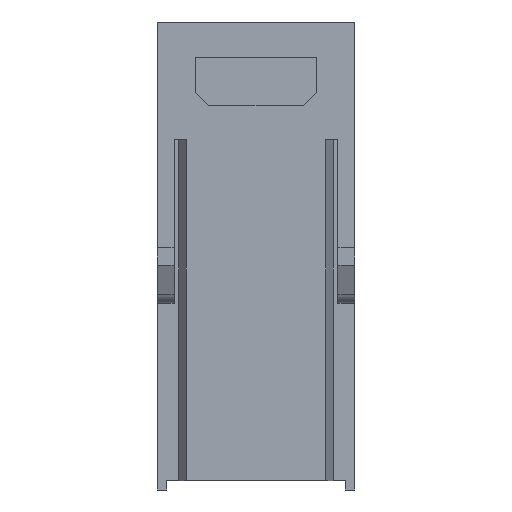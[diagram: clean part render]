
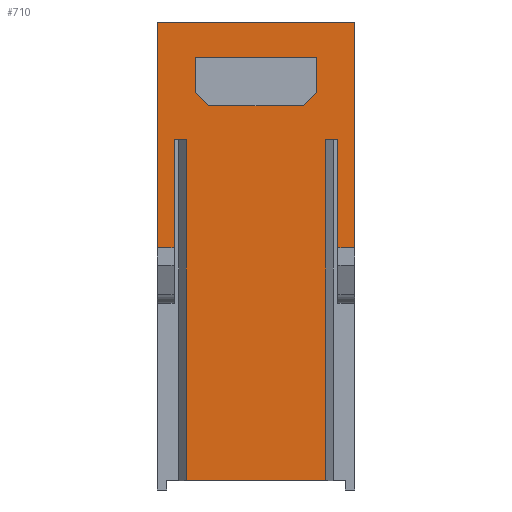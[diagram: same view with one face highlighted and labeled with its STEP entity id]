
A CAD part, left-side view. The second image highlights one B-rep face of the part: STEP entity #710.
In plain terms, the highlighted planar face has unit normal (-1, 0, 0).
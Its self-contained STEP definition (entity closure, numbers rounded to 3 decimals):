
#710=ADVANCED_FACE('',(#1339,#1340),#1096,.F.);
#1096=PLANE('',#7342);
#1339=FACE_BOUND('',#1529,.T.);
#1340=FACE_BOUND('',#1530,.T.);
#1529=EDGE_LOOP('',(#2568,#2569,#2570,#2571,#2572,#2573));
#1530=EDGE_LOOP('',(#2574,#2575,#2576,#2577,#2578,#2579,#2580,#2581,#2582,
#2583,#2584,#2585));
#2568=ORIENTED_EDGE('',*,*,#5220,.F.);
#2569=ORIENTED_EDGE('',*,*,#5221,.T.);
#2570=ORIENTED_EDGE('',*,*,#5222,.T.);
#2571=ORIENTED_EDGE('',*,*,#5223,.T.);
#2572=ORIENTED_EDGE('',*,*,#5224,.T.);
#2573=ORIENTED_EDGE('',*,*,#5225,.F.);
#2574=ORIENTED_EDGE('',*,*,#5226,.T.);
#2575=ORIENTED_EDGE('',*,*,#5091,.T.);
#2576=ORIENTED_EDGE('',*,*,#5197,.T.);
#2577=ORIENTED_EDGE('',*,*,#5117,.F.);
#2578=ORIENTED_EDGE('',*,*,#5227,.F.);
#2579=ORIENTED_EDGE('',*,*,#5228,.T.);
#2580=ORIENTED_EDGE('',*,*,#5229,.T.);
#2581=ORIENTED_EDGE('',*,*,#5200,.T.);
#2582=ORIENTED_EDGE('',*,*,#5161,.F.);
#2583=ORIENTED_EDGE('',*,*,#5208,.F.);
#2584=ORIENTED_EDGE('',*,*,#5230,.F.);
#2585=ORIENTED_EDGE('',*,*,#5231,.F.);
#4380=VERTEX_POINT('',#10275);
#4381=VERTEX_POINT('',#10277);
#4406=VERTEX_POINT('',#10328);
#4407=VERTEX_POINT('',#10330);
#4447=VERTEX_POINT('',#10415);
#4448=VERTEX_POINT('',#10417);
#4483=VERTEX_POINT('',#10494);
#4487=VERTEX_POINT('',#10507);
#4492=VERTEX_POINT('',#10530);
#4493=VERTEX_POINT('',#10531);
#4494=VERTEX_POINT('',#10533);
#4495=VERTEX_POINT('',#10535);
#4496=VERTEX_POINT('',#10537);
#4497=VERTEX_POINT('',#10539);
#4498=VERTEX_POINT('',#10542);
#4499=VERTEX_POINT('',#10544);
#4500=VERTEX_POINT('',#10546);
#4501=VERTEX_POINT('',#10549);
#5091=EDGE_CURVE('',#4381,#4380,#6056,.T.);
#5117=EDGE_CURVE('',#4406,#4407,#6080,.T.);
#5161=EDGE_CURVE('',#4447,#4448,#6109,.T.);
#5197=EDGE_CURVE('',#4380,#4407,#6137,.T.);
#5200=EDGE_CURVE('',#4483,#4448,#6140,.T.);
#5208=EDGE_CURVE('',#4487,#4447,#6148,.T.);
#5220=EDGE_CURVE('',#4492,#4493,#6160,.T.);
#5221=EDGE_CURVE('',#4492,#4494,#6161,.T.);
#5222=EDGE_CURVE('',#4494,#4495,#6162,.T.);
#5223=EDGE_CURVE('',#4495,#4496,#6163,.T.);
#5224=EDGE_CURVE('',#4496,#4497,#6164,.T.);
#5225=EDGE_CURVE('',#4493,#4497,#6165,.T.);
#5226=EDGE_CURVE('',#4498,#4381,#6166,.T.);
#5227=EDGE_CURVE('',#4499,#4406,#6167,.T.);
#5228=EDGE_CURVE('',#4499,#4500,#6168,.T.);
#5229=EDGE_CURVE('',#4500,#4483,#6169,.T.);
#5230=EDGE_CURVE('',#4501,#4487,#6170,.T.);
#5231=EDGE_CURVE('',#4498,#4501,#6171,.T.);
#6056=LINE('',#10276,#6702);
#6080=LINE('',#10329,#6726);
#6109=LINE('',#10416,#6755);
#6137=LINE('',#10487,#6783);
#6140=LINE('',#10493,#6786);
#6148=LINE('',#10508,#6794);
#6160=LINE('',#10529,#6806);
#6161=LINE('',#10532,#6807);
#6162=LINE('',#10534,#6808);
#6163=LINE('',#10536,#6809);
#6164=LINE('',#10538,#6810);
#6165=LINE('',#10540,#6811);
#6166=LINE('',#10541,#6812);
#6167=LINE('',#10543,#6813);
#6168=LINE('',#10545,#6814);
#6169=LINE('',#10547,#6815);
#6170=LINE('',#10548,#6816);
#6171=LINE('',#10550,#6817);
#6702=VECTOR('',#8217,1.);
#6726=VECTOR('',#8247,1.);
#6755=VECTOR('',#8310,1.);
#6783=VECTOR('',#8356,1.);
#6786=VECTOR('',#8363,1.);
#6794=VECTOR('',#8375,1.);
#6806=VECTOR('',#8397,1.);
#6807=VECTOR('',#8398,1.);
#6808=VECTOR('',#8399,1.);
#6809=VECTOR('',#8400,1.);
#6810=VECTOR('',#8401,1.);
#6811=VECTOR('',#8402,1.);
#6812=VECTOR('',#8403,1.);
#6813=VECTOR('',#8404,1.);
#6814=VECTOR('',#8405,1.);
#6815=VECTOR('',#8406,1.);
#6816=VECTOR('',#8407,1.);
#6817=VECTOR('',#8408,1.);
#7342=AXIS2_PLACEMENT_3D('',#10551,#8409,#8410);
#8217=DIRECTION('',(0.,0.,1.));
#8247=DIRECTION('',(0.,0.,1.));
#8310=DIRECTION('',(0.,1.,0.));
#8356=DIRECTION('',(0.,1.,0.));
#8363=DIRECTION('',(0.,0.,-1.));
#8375=DIRECTION('',(0.,0.,-1.));
#8397=DIRECTION('',(0.,0.,1.));
#8398=DIRECTION('',(0.,0.707,-0.707));
#8399=DIRECTION('',(0.,1.,0.));
#8400=DIRECTION('',(0.,0.707,0.707));
#8401=DIRECTION('',(0.,0.,1.));
#8402=DIRECTION('',(0.,1.,0.));
#8403=DIRECTION('',(0.,-1.,0.));
#8404=DIRECTION('',(0.,1.,0.));
#8405=DIRECTION('',(0.,0.,1.));
#8406=DIRECTION('',(0.,-1.,0.));
#8407=DIRECTION('',(0.,1.,0.));
#8408=DIRECTION('',(0.,0.,1.));
#8409=DIRECTION('',(1.,0.,0.));
#8410=DIRECTION('',(0.,1.,0.));
#10275=CARTESIAN_POINT('',(-15.15,-7.3,4.1));
#10276=CARTESIAN_POINT('',(-15.15,-7.3,13.));
#10277=CARTESIAN_POINT('',(-15.15,-7.3,-12.6));
#10328=CARTESIAN_POINT('',(-15.15,7.3,-12.6));
#10329=CARTESIAN_POINT('',(-15.15,7.3,13.));
#10330=CARTESIAN_POINT('',(-15.15,7.3,4.1));
#10415=CARTESIAN_POINT('',(-15.15,-5.149,-29.8));
#10416=CARTESIAN_POINT('',(-15.15,3.475,-29.8));
#10417=CARTESIAN_POINT('',(-15.15,5.149,-29.8));
#10487=CARTESIAN_POINT('',(-15.15,3.475,4.1));
#10493=CARTESIAN_POINT('',(-15.15,5.149,13.));
#10494=CARTESIAN_POINT('',(-15.15,5.149,-4.6));
#10507=CARTESIAN_POINT('',(-15.15,-5.149,-4.6));
#10508=CARTESIAN_POINT('',(-15.15,-5.149,13.));
#10529=CARTESIAN_POINT('',(-15.15,-4.475,-2.1));
#10530=CARTESIAN_POINT('',(-15.15,-4.475,-1.1));
#10531=CARTESIAN_POINT('',(-15.15,-4.475,1.5));
#10532=CARTESIAN_POINT('',(-15.15,-7.55,1.975));
#10533=CARTESIAN_POINT('',(-15.15,-3.475,-2.1));
#10534=CARTESIAN_POINT('',(-15.15,-11.926,-2.1));
#10535=CARTESIAN_POINT('',(-15.15,3.475,-2.1));
#10536=CARTESIAN_POINT('',(-15.15,11.025,5.45));
#10537=CARTESIAN_POINT('',(-15.15,4.475,-1.1));
#10538=CARTESIAN_POINT('',(-15.15,4.475,-2.1));
#10539=CARTESIAN_POINT('',(-15.15,4.475,1.5));
#10540=CARTESIAN_POINT('',(-15.15,-11.926,1.5));
#10541=CARTESIAN_POINT('',(-15.15,27.426,-12.6));
#10542=CARTESIAN_POINT('',(-15.15,-6.05,-12.6));
#10543=CARTESIAN_POINT('',(-15.15,-27.426,-12.6));
#10544=CARTESIAN_POINT('',(-15.15,6.05,-12.6));
#10545=CARTESIAN_POINT('',(-15.15,6.05,-12.6));
#10546=CARTESIAN_POINT('',(-15.15,6.05,-4.6));
#10547=CARTESIAN_POINT('',(-15.15,-27.426,-4.6));
#10548=CARTESIAN_POINT('',(-15.15,27.426,-4.6));
#10549=CARTESIAN_POINT('',(-15.15,-6.05,-4.6));
#10550=CARTESIAN_POINT('',(-15.15,-6.05,-12.6));
#10551=CARTESIAN_POINT('',(-15.15,3.475,13.));
